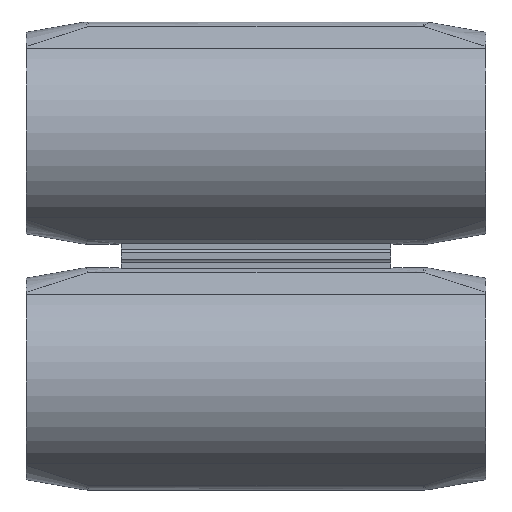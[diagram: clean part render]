
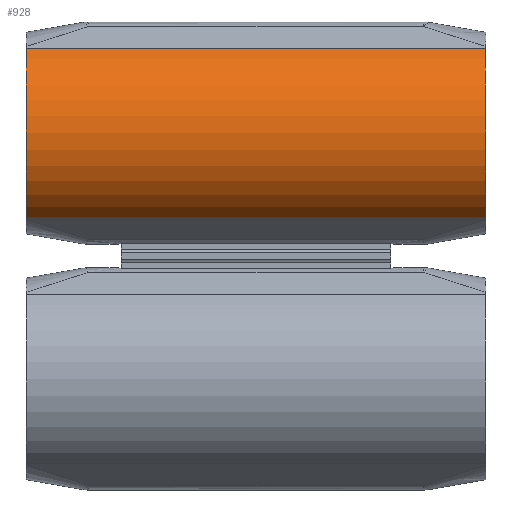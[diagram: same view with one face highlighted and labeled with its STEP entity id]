
A CAD part, front view. The second image highlights one B-rep face of the part: STEP entity #928.
In plain terms, the highlighted cylindrical face has radius 17.55 mm (diameter 35.1 mm), a partial arc.
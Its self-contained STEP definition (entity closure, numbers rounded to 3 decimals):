
#54 = CARTESIAN_POINT ( 'NONE',  ( 40., -9.558, 14.719 ) ) ;
#115 = CARTESIAN_POINT ( 'NONE',  ( -40., -9.558, -14.719 ) ) ;
#238 = CARTESIAN_POINT ( 'NONE',  ( 40., -9.558, -14.719 ) ) ;
#448 = CARTESIAN_POINT ( 'NONE',  ( 40., -9.558, 14.719 ) ) ;
#609 = CARTESIAN_POINT ( 'NONE',  ( -40., -9.558, 14.719 ) ) ;
#624 = AXIS2_PLACEMENT_3D ( 'NONE', #3017, #1807, #3334 ) ;
#667 = DIRECTION ( 'NONE',  ( -1., 0., 0. ) ) ;
#771 = DIRECTION ( 'NONE',  ( 1., 0., 0. ) ) ;
#779 = FACE_OUTER_BOUND ( 'NONE', #2549, .T. ) ;
#829 = CIRCLE ( 'NONE', #624, 17.55 ) ;
#928 = ADVANCED_FACE ( 'NONE', ( #779 ), #2296, .T. ) ;
#1109 = VERTEX_POINT ( 'NONE', #448 ) ;
#1115 = CIRCLE ( 'NONE', #3886, 17.55 ) ;
#1337 = EDGE_CURVE ( 'NONE', #2919, #3893, #829, .T. ) ;
#1359 = CARTESIAN_POINT ( 'NONE',  ( 40., 0., 0. ) ) ;
#1406 = LINE ( 'NONE', #2661, #3454 ) ;
#1807 = DIRECTION ( 'NONE',  ( 1., 0., 0. ) ) ;
#1866 = VERTEX_POINT ( 'NONE', #238 ) ;
#1895 = EDGE_CURVE ( 'NONE', #1866, #3893, #1406, .T. ) ;
#1964 = DIRECTION ( 'NONE',  ( -1., 0., 0. ) ) ;
#2015 = ORIENTED_EDGE ( 'NONE', *, *, #1337, .T. ) ;
#2191 = EDGE_CURVE ( 'NONE', #1109, #1866, #1115, .T. ) ;
#2224 = LINE ( 'NONE', #54, #2905 ) ;
#2296 = CYLINDRICAL_SURFACE ( 'NONE', #3523, 17.55 ) ;
#2538 = ORIENTED_EDGE ( 'NONE', *, *, #3775, .T. ) ;
#2549 = EDGE_LOOP ( 'NONE', ( #2015, #3157, #3206, #2538 ) ) ;
#2661 = CARTESIAN_POINT ( 'NONE',  ( 40., -9.558, -14.719 ) ) ;
#2849 = DIRECTION ( 'NONE',  ( 0., 0., 1. ) ) ;
#2905 = VECTOR ( 'NONE', #667, 1000. ) ;
#2919 = VERTEX_POINT ( 'NONE', #609 ) ;
#3017 = CARTESIAN_POINT ( 'NONE',  ( -40., 0., 0. ) ) ;
#3157 = ORIENTED_EDGE ( 'NONE', *, *, #1895, .F. ) ;
#3206 = ORIENTED_EDGE ( 'NONE', *, *, #2191, .F. ) ;
#3334 = DIRECTION ( 'NONE',  ( 0., 0., -1. ) ) ;
#3454 = VECTOR ( 'NONE', #3890, 1000. ) ;
#3523 = AXIS2_PLACEMENT_3D ( 'NONE', #1359, #1964, #2849 ) ;
#3572 = CARTESIAN_POINT ( 'NONE',  ( 40., 0., 0. ) ) ;
#3775 = EDGE_CURVE ( 'NONE', #1109, #2919, #2224, .T. ) ;
#3853 = DIRECTION ( 'NONE',  ( 0., 0., -1. ) ) ;
#3886 = AXIS2_PLACEMENT_3D ( 'NONE', #3572, #771, #3853 ) ;
#3890 = DIRECTION ( 'NONE',  ( -1., 0., 0. ) ) ;
#3893 = VERTEX_POINT ( 'NONE', #115 ) ;
